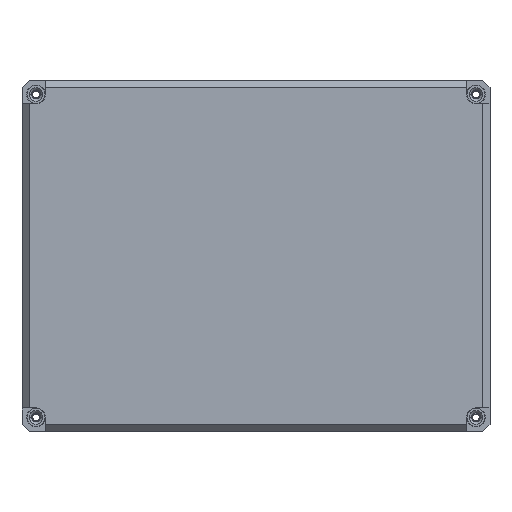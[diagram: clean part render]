
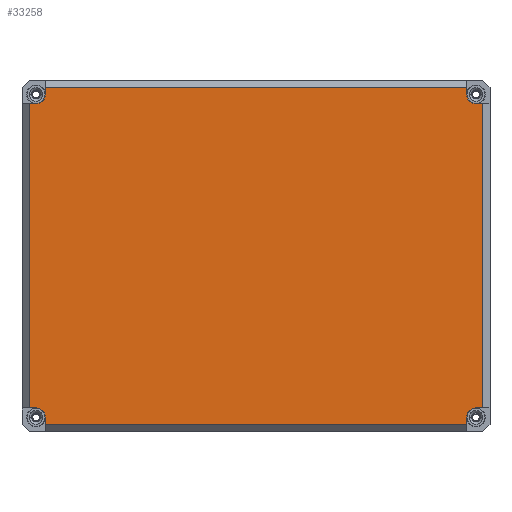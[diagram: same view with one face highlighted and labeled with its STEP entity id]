
A CAD part, top view. The second image highlights one B-rep face of the part: STEP entity #33258.
In plain terms, the highlighted planar face has unit normal (0, 0, 1).
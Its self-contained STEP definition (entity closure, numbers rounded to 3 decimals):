
#28298=DIRECTION('',(0.,1.,0.));
#28299=VECTOR('',#28298,129.948);
#28300=CARTESIAN_POINT('',(97.,-64.974,15.));
#28301=LINE('',#28300,#28299);
#28306=DIRECTION('',(0.,1.,0.));
#28307=VECTOR('',#28306,3.);
#28308=CARTESIAN_POINT('',(-89.974,-72.,15.));
#28309=LINE('',#28308,#28307);
#28310=CARTESIAN_POINT('',(-94.,-69.,15.));
#28311=DIRECTION('',(0.,0.,1.));
#28312=DIRECTION('',(1.,0.,0.));
#28313=AXIS2_PLACEMENT_3D('',#28310,#28311,#28312);
#28315=DIRECTION('',(1.,0.,0.));
#28316=VECTOR('',#28315,3.);
#28317=CARTESIAN_POINT('',(-97.,-64.974,15.));
#28318=LINE('',#28317,#28316);
#28319=DIRECTION('',(1.,0.,0.));
#28320=VECTOR('',#28319,3.);
#28321=CARTESIAN_POINT('',(-97.,64.974,15.));
#28322=LINE('',#28321,#28320);
#28323=CARTESIAN_POINT('',(-94.,69.,15.));
#28324=DIRECTION('',(0.,0.,1.));
#28325=DIRECTION('',(0.,-1.,0.));
#28326=AXIS2_PLACEMENT_3D('',#28323,#28324,#28325);
#28328=DIRECTION('',(0.,-1.,0.));
#28329=VECTOR('',#28328,3.);
#28330=CARTESIAN_POINT('',(-89.974,72.,15.));
#28331=LINE('',#28330,#28329);
#28332=DIRECTION('',(1.,0.,0.));
#28333=VECTOR('',#28332,179.948);
#28334=CARTESIAN_POINT('',(-89.974,72.,15.));
#28335=LINE('',#28334,#28333);
#28336=DIRECTION('',(0.,-1.,0.));
#28337=VECTOR('',#28336,3.);
#28338=CARTESIAN_POINT('',(89.974,72.,15.));
#28339=LINE('',#28338,#28337);
#28340=CARTESIAN_POINT('',(94.,69.,15.));
#28341=DIRECTION('',(0.,0.,1.));
#28342=DIRECTION('',(-1.,0.,0.));
#28343=AXIS2_PLACEMENT_3D('',#28340,#28341,#28342);
#28345=DIRECTION('',(-1.,0.,0.));
#28346=VECTOR('',#28345,3.);
#28347=CARTESIAN_POINT('',(97.,64.974,15.));
#28348=LINE('',#28347,#28346);
#28349=DIRECTION('',(-1.,0.,0.));
#28350=VECTOR('',#28349,3.);
#28351=CARTESIAN_POINT('',(97.,-64.974,15.));
#28352=LINE('',#28351,#28350);
#28353=CARTESIAN_POINT('',(94.,-69.,15.));
#28354=DIRECTION('',(0.,0.,1.));
#28355=DIRECTION('',(0.,1.,0.));
#28356=AXIS2_PLACEMENT_3D('',#28353,#28354,#28355);
#28358=DIRECTION('',(0.,1.,0.));
#28359=VECTOR('',#28358,3.);
#28360=CARTESIAN_POINT('',(89.974,-72.,15.));
#28361=LINE('',#28360,#28359);
#28366=DIRECTION('',(1.,0.,0.));
#28367=VECTOR('',#28366,179.948);
#28368=CARTESIAN_POINT('',(-89.974,-72.,15.));
#28369=LINE('',#28368,#28367);
#28416=DIRECTION('',(0.,-1.,0.));
#28417=VECTOR('',#28416,129.948);
#28418=CARTESIAN_POINT('',(-97.,64.974,15.));
#28419=LINE('',#28418,#28417);
#31614=CARTESIAN_POINT('',(89.974,72.,15.));
#31615=CARTESIAN_POINT('',(89.974,69.,15.));
#31616=VERTEX_POINT('',#31614);
#31617=VERTEX_POINT('',#31615);
#31618=CARTESIAN_POINT('',(94.,64.974,15.));
#31619=VERTEX_POINT('',#31618);
#31620=CARTESIAN_POINT('',(97.,64.974,15.));
#31621=VERTEX_POINT('',#31620);
#31622=CARTESIAN_POINT('',(-94.,64.974,15.));
#31623=CARTESIAN_POINT('',(-89.974,69.,15.));
#31624=VERTEX_POINT('',#31622);
#31625=VERTEX_POINT('',#31623);
#31626=CARTESIAN_POINT('',(-89.974,72.,15.));
#31627=VERTEX_POINT('',#31626);
#31628=CARTESIAN_POINT('',(-97.,64.974,15.));
#31629=VERTEX_POINT('',#31628);
#31630=CARTESIAN_POINT('',(97.,-64.974,15.));
#31631=CARTESIAN_POINT('',(94.,-64.974,15.));
#31632=VERTEX_POINT('',#31630);
#31633=VERTEX_POINT('',#31631);
#31634=CARTESIAN_POINT('',(89.974,-69.,15.));
#31635=VERTEX_POINT('',#31634);
#31636=CARTESIAN_POINT('',(89.974,-72.,15.));
#31637=VERTEX_POINT('',#31636);
#31638=CARTESIAN_POINT('',(-97.,-64.974,15.));
#31639=CARTESIAN_POINT('',(-94.,-64.974,15.));
#31640=VERTEX_POINT('',#31638);
#31641=VERTEX_POINT('',#31639);
#31642=CARTESIAN_POINT('',(-89.974,-72.,15.));
#31643=CARTESIAN_POINT('',(-89.974,-69.,15.));
#31644=VERTEX_POINT('',#31642);
#31645=VERTEX_POINT('',#31643);
#33225=CARTESIAN_POINT('',(0.,0.,15.));
#33226=DIRECTION('',(0.,0.,1.));
#33227=DIRECTION('',(1.,0.,0.));
#33228=AXIS2_PLACEMENT_3D('',#33225,#33226,#33227);
#33229=PLANE('',#33228);
#33231=ORIENTED_EDGE('',*,*,#33230,.F.);
#33233=ORIENTED_EDGE('',*,*,#33232,.T.);
#33234=ORIENTED_EDGE('',*,*,#32942,.T.);
#33236=ORIENTED_EDGE('',*,*,#33235,.F.);
#33238=ORIENTED_EDGE('',*,*,#33237,.F.);
#33240=ORIENTED_EDGE('',*,*,#33239,.T.);
#33241=ORIENTED_EDGE('',*,*,#33087,.T.);
#33242=ORIENTED_EDGE('',*,*,#33130,.F.);
#33243=ORIENTED_EDGE('',*,*,#33145,.T.);
#33245=ORIENTED_EDGE('',*,*,#33244,.T.);
#33247=ORIENTED_EDGE('',*,*,#33246,.T.);
#33248=ORIENTED_EDGE('',*,*,#33218,.F.);
#33249=ORIENTED_EDGE('',*,*,#33206,.F.);
#33251=ORIENTED_EDGE('',*,*,#33250,.T.);
#33253=ORIENTED_EDGE('',*,*,#33252,.T.);
#33255=ORIENTED_EDGE('',*,*,#33254,.F.);
#33256=EDGE_LOOP('',(#33231,#33233,#33234,#33236,#33238,#33240,#33241,#33242,
#33243,#33245,#33247,#33248,#33249,#33251,#33253,#33255));
#33257=FACE_OUTER_BOUND('',#33256,.F.);
#33258=ADVANCED_FACE('',(#33257),#33229,.T.);
#28314=CIRCLE('',#28313,4.026);
#28327=CIRCLE('',#28326,4.026);
#28344=CIRCLE('',#28343,4.026);
#28357=CIRCLE('',#28356,4.026);
#32942=EDGE_CURVE('',#31645,#31641,#28314,.T.);
#33087=EDGE_CURVE('',#31624,#31625,#28327,.T.);
#33130=EDGE_CURVE('',#31627,#31625,#28331,.T.);
#33145=EDGE_CURVE('',#31627,#31616,#28335,.T.);
#33206=EDGE_CURVE('',#31632,#31621,#28301,.T.);
#33218=EDGE_CURVE('',#31621,#31619,#28348,.T.);
#33230=EDGE_CURVE('',#31644,#31637,#28369,.T.);
#33232=EDGE_CURVE('',#31644,#31645,#28309,.T.);
#33235=EDGE_CURVE('',#31640,#31641,#28318,.T.);
#33237=EDGE_CURVE('',#31629,#31640,#28419,.T.);
#33239=EDGE_CURVE('',#31629,#31624,#28322,.T.);
#33244=EDGE_CURVE('',#31616,#31617,#28339,.T.);
#33246=EDGE_CURVE('',#31617,#31619,#28344,.T.);
#33250=EDGE_CURVE('',#31632,#31633,#28352,.T.);
#33252=EDGE_CURVE('',#31633,#31635,#28357,.T.);
#33254=EDGE_CURVE('',#31637,#31635,#28361,.T.);
